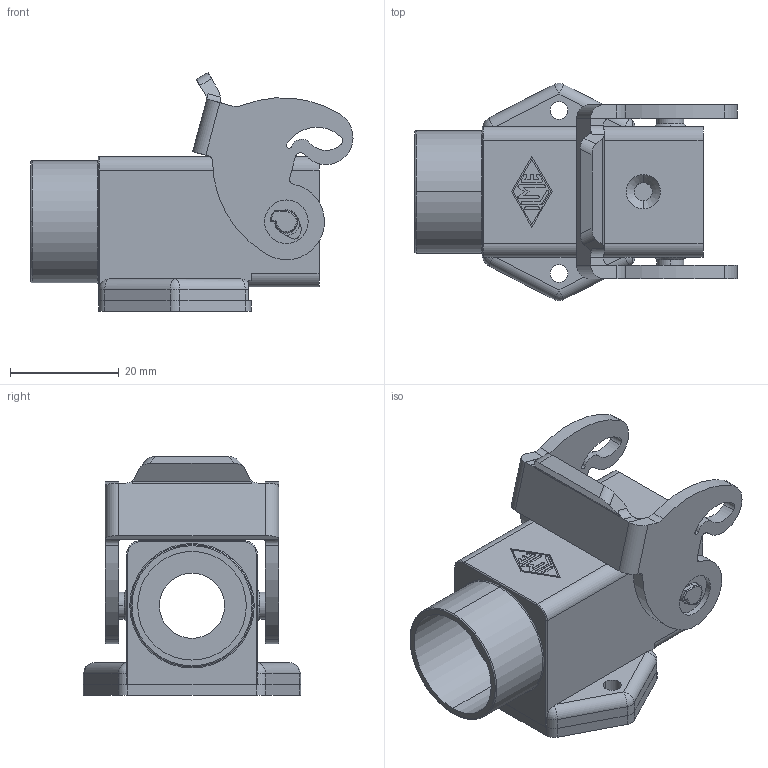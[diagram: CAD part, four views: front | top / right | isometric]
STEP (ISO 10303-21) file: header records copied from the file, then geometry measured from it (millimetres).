
FILE_DESCRIPTION(('Creo Elements/Direct Modeling STEP Export'),'2;1');
FILE_NAME('0ln7uvk53cnosvn1948','2020-06-25T15:35:39',(''),(''),'Creo Elements/Direct Modeling STEP processor for AP214 (Solid Model)','Creo Elements/Direct Modeling 20.1B 02-Apr-2019 (C) Parametric Technology GmbH','');
FILE_SCHEMA(('AUTOMOTIVE_DESIGN { 1 0 10303 214 1 1 1 1 }'));
Length unit declared in the file: millimetre
Products named in the file (1): MKH IAP20
Bounding box: 59.26 x 40 x 43.94 mm (x, y, z)
Volume: 12060.8 mm3; surface area: 14130 mm2
Topology: 1 solids, 1 shells, 289 faces, 773 edges, 497 vertices
Faces by surface type: cylinder 139, plane 119, torus 14, cone 7, sphere 6, bspline 4
Entity records: 10546 total; most frequent: CARTESIAN_POINT 2439, ORIENTED_EDGE 1534, DIRECTION 1507, EDGE_CURVE 767, AXIS2_PLACEMENT_3D 551, VERTEX_POINT 497, VECTOR 405, LINE 405
